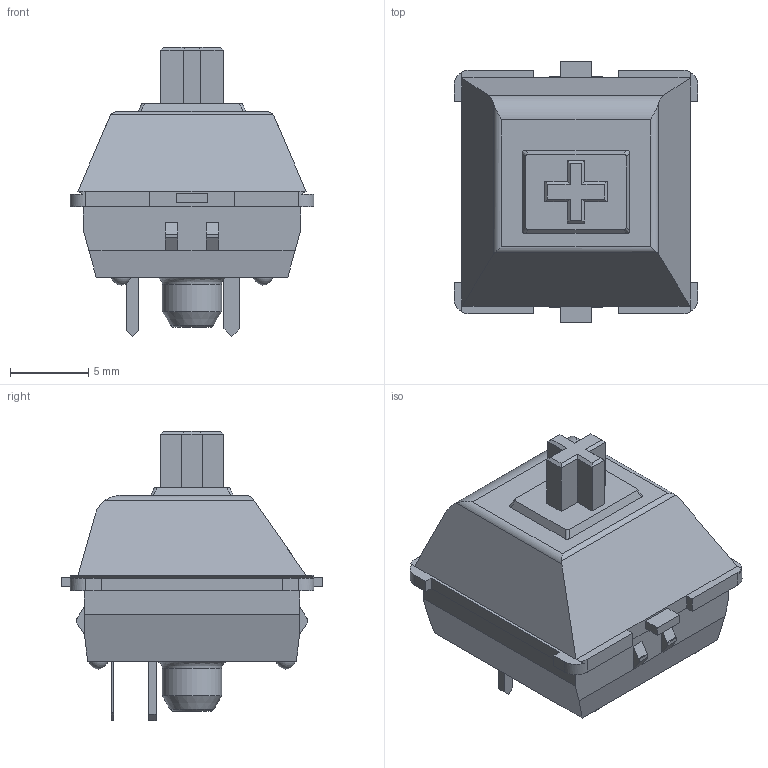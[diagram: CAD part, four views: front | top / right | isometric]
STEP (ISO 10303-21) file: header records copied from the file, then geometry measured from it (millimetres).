
FILE_DESCRIPTION(('FreeCAD Model'),'2;1');
FILE_NAME('Open CASCADE Shape Model','2022-06-26T17:23:18',( 'kicad StepUp'),('ksu MCAD'),'Open CASCADE STEP processor 7.6', 'FreeCAD','Unknown');
FILE_SCHEMA(('AUTOMOTIVE_DESIGN { 1 0 10303 214 1 1 1 1 }'));
Length unit declared in the file: millimetre
Products named in the file (1): SW_Cherry_MX_Plate
Bounding box: 15.6 x 16.74 x 18.5 mm (x, y, z)
Volume: 1903.6 mm3; surface area: 1034.1 mm2
Topology: 1 solids, 1 shells, 147 faces, 379 edges, 241 vertices
Faces by surface type: plane 123, cylinder 9, bspline 8, sphere 4, cone 2, revolution 1
Full cylindrical faces by diameter (mm): 3.8 x1
Entity records: 5700 total; most frequent: CARTESIAN_POINT 1121, ORIENTED_EDGE 750, DIRECTION 678, EDGE_CURVE 375, LINE 313, VECTOR 313, VERTEX_POINT 241, AXIS2_PLACEMENT_3D 182
